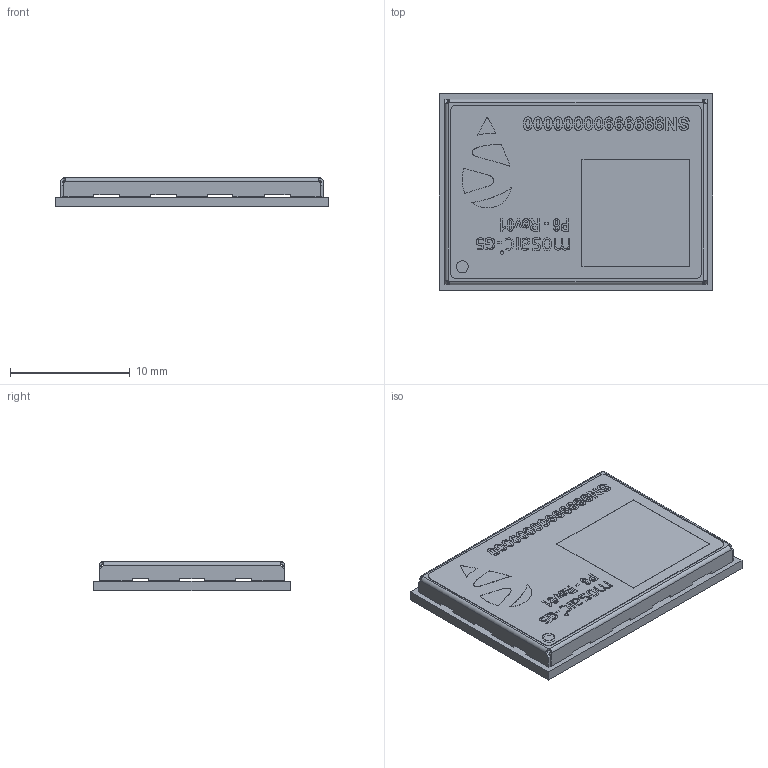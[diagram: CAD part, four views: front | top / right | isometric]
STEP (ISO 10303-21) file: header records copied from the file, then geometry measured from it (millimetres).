
FILE_DESCRIPTION(/* description */ ('STEP AP242','CAx-IF Rec.Pracs.---Representation and Presentation of Product Manufacturing Information (PMI)---4.0---2014-10-13','CAx-IF Rec.Pracs.---3D Tessellated Geometry---0.4---2014-09-14','2;1'),/* implementation_level */ '2;1');
FILE_NAME(/* name */ '68066ec0bd6e31327b6b3ead',/* time_stamp */ '2025-04-21T16:13:53Z',/* author */ (''),/* organization */ (''),/* preprocessor_version */ 'ST-DEVELOPER v20',/* originating_system */ 'ONSHAPE BY PTC INC, 1.196',/* authorisation */ ' ');
FILE_SCHEMA (('AP242_MANAGED_MODEL_BASED_3D_ENGINEERING_MIM_LF { 1 0 10303 442 1 1 4 }'));
Length unit declared in the file: metre
Products named in the file (5): mosaic-G5 P6-Rev01; PAR-00001479; ASM-00000311_All components <1>; PAR-00000856; PAR-00001478
Assembly tree (4 placements, depth 3):
  mosaic-G5 P6-Rev01
    PAR-00001479
    ASM-00000311_All components <1>
      PAR-00000856
      PAR-00001478
Bounding box: 22.8 x 16.4 x 2.5 mm (x, y, z)
Volume: 412.5 mm3; surface area: 2305 mm2
Topology: 3 solids, 3 shells, 1115 faces, 3124 edges, 2074 vertices
Faces by surface type: plane 818, bspline 247, cylinder 47, sphere 3
Full cylindrical faces by diameter (mm): 1 x2
Entity records: 45242 total; most frequent: CARTESIAN_POINT 18040, ORIENTED_EDGE 6232, DIRECTION 4414, EDGE_CURVE 3116, LINE 2498, VECTOR 2498, VERTEX_POINT 2070, EDGE_LOOP 1180
